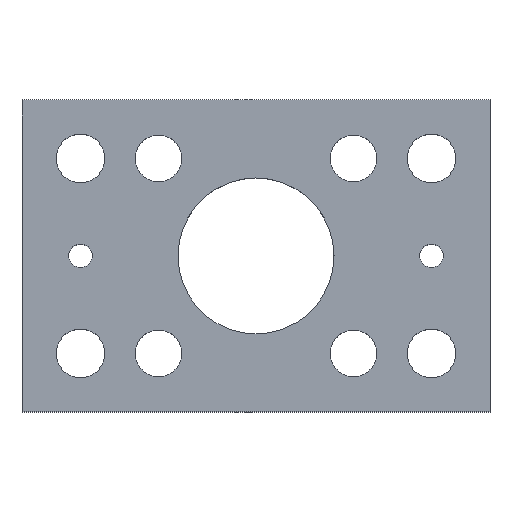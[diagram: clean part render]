
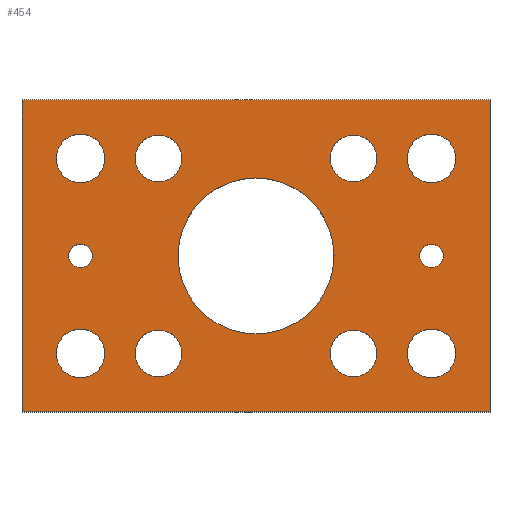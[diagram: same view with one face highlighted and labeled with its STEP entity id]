
A CAD part, top view. The second image highlights one B-rep face of the part: STEP entity #454.
In plain terms, the highlighted planar face has unit normal (0, 0, 1).
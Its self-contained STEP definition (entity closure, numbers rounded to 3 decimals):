
#15=FACE_BOUND('',#72,.T.);
#16=FACE_BOUND('',#73,.T.);
#17=FACE_BOUND('',#74,.T.);
#18=FACE_BOUND('',#75,.T.);
#19=FACE_BOUND('',#76,.T.);
#20=FACE_BOUND('',#77,.T.);
#21=FACE_BOUND('',#78,.T.);
#22=FACE_BOUND('',#79,.T.);
#23=FACE_BOUND('',#80,.T.);
#24=FACE_BOUND('',#81,.T.);
#25=FACE_BOUND('',#82,.T.);
#37=PLANE('',#527);
#54=FACE_OUTER_BOUND('',#71,.T.);
#71=EDGE_LOOP('',(#366,#367,#368,#369));
#72=EDGE_LOOP('',(#370,#371));
#73=EDGE_LOOP('',(#372));
#74=EDGE_LOOP('',(#373,#374));
#75=EDGE_LOOP('',(#375,#376));
#76=EDGE_LOOP('',(#377,#378));
#77=EDGE_LOOP('',(#379,#380));
#78=EDGE_LOOP('',(#381,#382));
#79=EDGE_LOOP('',(#383,#384));
#80=EDGE_LOOP('',(#385,#386));
#81=EDGE_LOOP('',(#387,#388));
#82=EDGE_LOOP('',(#389,#390));
#110=LINE('',#786,#133);
#111=LINE('',#788,#134);
#112=LINE('',#790,#135);
#113=LINE('',#791,#136);
#133=VECTOR('',#654,10.);
#134=VECTOR('',#655,10.);
#135=VECTOR('',#656,10.);
#136=VECTOR('',#657,10.);
#145=CIRCLE('',#475,6.);
#146=CIRCLE('',#476,6.);
#149=CIRCLE('',#480,6.);
#151=CIRCLE('',#483,6.);
#152=CIRCLE('',#484,6.);
#155=CIRCLE('',#488,6.);
#156=CIRCLE('',#489,6.);
#159=CIRCLE('',#493,3.);
#160=CIRCLE('',#494,3.);
#163=CIRCLE('',#498,6.25);
#164=CIRCLE('',#499,6.25);
#167=CIRCLE('',#503,6.25);
#168=CIRCLE('',#504,6.25);
#171=CIRCLE('',#508,3.);
#172=CIRCLE('',#509,3.);
#175=CIRCLE('',#513,6.25);
#176=CIRCLE('',#514,6.25);
#179=CIRCLE('',#518,6.25);
#180=CIRCLE('',#519,6.25);
#183=CIRCLE('',#523,20.);
#184=CIRCLE('',#524,20.);
#187=VERTEX_POINT('',#678);
#188=VERTEX_POINT('',#679);
#191=VERTEX_POINT('',#688);
#193=VERTEX_POINT('',#694);
#194=VERTEX_POINT('',#695);
#197=VERTEX_POINT('',#704);
#198=VERTEX_POINT('',#705);
#201=VERTEX_POINT('',#714);
#202=VERTEX_POINT('',#715);
#205=VERTEX_POINT('',#724);
#206=VERTEX_POINT('',#725);
#209=VERTEX_POINT('',#734);
#210=VERTEX_POINT('',#735);
#213=VERTEX_POINT('',#744);
#214=VERTEX_POINT('',#745);
#217=VERTEX_POINT('',#754);
#218=VERTEX_POINT('',#755);
#221=VERTEX_POINT('',#764);
#222=VERTEX_POINT('',#765);
#225=VERTEX_POINT('',#774);
#226=VERTEX_POINT('',#775);
#229=VERTEX_POINT('',#784);
#230=VERTEX_POINT('',#785);
#231=VERTEX_POINT('',#787);
#232=VERTEX_POINT('',#789);
#237=EDGE_CURVE('',#187,#188,#145,.T.);
#238=EDGE_CURVE('',#188,#187,#146,.T.);
#242=EDGE_CURVE('',#191,#191,#149,.T.);
#245=EDGE_CURVE('',#193,#194,#151,.T.);
#246=EDGE_CURVE('',#194,#193,#152,.T.);
#250=EDGE_CURVE('',#197,#198,#155,.T.);
#251=EDGE_CURVE('',#198,#197,#156,.T.);
#255=EDGE_CURVE('',#201,#202,#159,.T.);
#256=EDGE_CURVE('',#202,#201,#160,.T.);
#260=EDGE_CURVE('',#205,#206,#163,.T.);
#261=EDGE_CURVE('',#206,#205,#164,.T.);
#265=EDGE_CURVE('',#209,#210,#167,.T.);
#266=EDGE_CURVE('',#210,#209,#168,.T.);
#270=EDGE_CURVE('',#213,#214,#171,.T.);
#271=EDGE_CURVE('',#214,#213,#172,.T.);
#275=EDGE_CURVE('',#217,#218,#175,.T.);
#276=EDGE_CURVE('',#218,#217,#176,.T.);
#280=EDGE_CURVE('',#221,#222,#179,.T.);
#281=EDGE_CURVE('',#222,#221,#180,.T.);
#285=EDGE_CURVE('',#225,#226,#183,.T.);
#286=EDGE_CURVE('',#226,#225,#184,.T.);
#290=EDGE_CURVE('',#229,#230,#110,.T.);
#291=EDGE_CURVE('',#230,#231,#111,.T.);
#292=EDGE_CURVE('',#231,#232,#112,.T.);
#293=EDGE_CURVE('',#232,#229,#113,.T.);
#366=ORIENTED_EDGE('',*,*,#290,.T.);
#367=ORIENTED_EDGE('',*,*,#291,.T.);
#368=ORIENTED_EDGE('',*,*,#292,.T.);
#369=ORIENTED_EDGE('',*,*,#293,.T.);
#370=ORIENTED_EDGE('',*,*,#237,.T.);
#371=ORIENTED_EDGE('',*,*,#238,.T.);
#372=ORIENTED_EDGE('',*,*,#242,.T.);
#373=ORIENTED_EDGE('',*,*,#245,.T.);
#374=ORIENTED_EDGE('',*,*,#246,.T.);
#375=ORIENTED_EDGE('',*,*,#250,.T.);
#376=ORIENTED_EDGE('',*,*,#251,.T.);
#377=ORIENTED_EDGE('',*,*,#255,.T.);
#378=ORIENTED_EDGE('',*,*,#256,.T.);
#379=ORIENTED_EDGE('',*,*,#260,.T.);
#380=ORIENTED_EDGE('',*,*,#261,.T.);
#381=ORIENTED_EDGE('',*,*,#265,.T.);
#382=ORIENTED_EDGE('',*,*,#266,.T.);
#383=ORIENTED_EDGE('',*,*,#270,.T.);
#384=ORIENTED_EDGE('',*,*,#271,.T.);
#385=ORIENTED_EDGE('',*,*,#275,.T.);
#386=ORIENTED_EDGE('',*,*,#276,.T.);
#387=ORIENTED_EDGE('',*,*,#280,.T.);
#388=ORIENTED_EDGE('',*,*,#281,.T.);
#389=ORIENTED_EDGE('',*,*,#285,.T.);
#390=ORIENTED_EDGE('',*,*,#286,.T.);
#454=ADVANCED_FACE('',(#54,#15,#16,#17,#18,#19,#20,#21,#22,#23,#24,#25),
#37,.T.);
#475=AXIS2_PLACEMENT_3D('',#680,#537,#538);
#476=AXIS2_PLACEMENT_3D('',#681,#539,#540);
#480=AXIS2_PLACEMENT_3D('',#689,#548,#549);
#483=AXIS2_PLACEMENT_3D('',#696,#555,#556);
#484=AXIS2_PLACEMENT_3D('',#697,#557,#558);
#488=AXIS2_PLACEMENT_3D('',#706,#566,#567);
#489=AXIS2_PLACEMENT_3D('',#707,#568,#569);
#493=AXIS2_PLACEMENT_3D('',#716,#577,#578);
#494=AXIS2_PLACEMENT_3D('',#717,#579,#580);
#498=AXIS2_PLACEMENT_3D('',#726,#588,#589);
#499=AXIS2_PLACEMENT_3D('',#727,#590,#591);
#503=AXIS2_PLACEMENT_3D('',#736,#599,#600);
#504=AXIS2_PLACEMENT_3D('',#737,#601,#602);
#508=AXIS2_PLACEMENT_3D('',#746,#610,#611);
#509=AXIS2_PLACEMENT_3D('',#747,#612,#613);
#513=AXIS2_PLACEMENT_3D('',#756,#621,#622);
#514=AXIS2_PLACEMENT_3D('',#757,#623,#624);
#518=AXIS2_PLACEMENT_3D('',#766,#632,#633);
#519=AXIS2_PLACEMENT_3D('',#767,#634,#635);
#523=AXIS2_PLACEMENT_3D('',#776,#643,#644);
#524=AXIS2_PLACEMENT_3D('',#777,#645,#646);
#527=AXIS2_PLACEMENT_3D('',#783,#652,#653);
#537=DIRECTION('center_axis',(0.,0.,-1.));
#538=DIRECTION('ref_axis',(1.,0.,0.));
#539=DIRECTION('center_axis',(0.,0.,-1.));
#540=DIRECTION('ref_axis',(1.,0.,0.));
#548=DIRECTION('center_axis',(0.,0.,-1.));
#549=DIRECTION('ref_axis',(1.,0.,0.));
#555=DIRECTION('center_axis',(0.,0.,-1.));
#556=DIRECTION('ref_axis',(1.,0.,0.));
#557=DIRECTION('center_axis',(0.,0.,-1.));
#558=DIRECTION('ref_axis',(1.,0.,0.));
#566=DIRECTION('center_axis',(0.,0.,-1.));
#567=DIRECTION('ref_axis',(1.,0.,0.));
#568=DIRECTION('center_axis',(0.,0.,-1.));
#569=DIRECTION('ref_axis',(1.,0.,0.));
#577=DIRECTION('center_axis',(0.,0.,-1.));
#578=DIRECTION('ref_axis',(1.,0.,0.));
#579=DIRECTION('center_axis',(0.,0.,-1.));
#580=DIRECTION('ref_axis',(1.,0.,0.));
#588=DIRECTION('center_axis',(0.,0.,-1.));
#589=DIRECTION('ref_axis',(1.,0.,0.));
#590=DIRECTION('center_axis',(0.,0.,-1.));
#591=DIRECTION('ref_axis',(1.,0.,0.));
#599=DIRECTION('center_axis',(0.,0.,-1.));
#600=DIRECTION('ref_axis',(1.,0.,0.));
#601=DIRECTION('center_axis',(0.,0.,-1.));
#602=DIRECTION('ref_axis',(1.,0.,0.));
#610=DIRECTION('center_axis',(0.,0.,-1.));
#611=DIRECTION('ref_axis',(1.,0.,0.));
#612=DIRECTION('center_axis',(0.,0.,-1.));
#613=DIRECTION('ref_axis',(1.,0.,0.));
#621=DIRECTION('center_axis',(0.,0.,-1.));
#622=DIRECTION('ref_axis',(1.,0.,0.));
#623=DIRECTION('center_axis',(0.,0.,-1.));
#624=DIRECTION('ref_axis',(1.,0.,0.));
#632=DIRECTION('center_axis',(0.,0.,-1.));
#633=DIRECTION('ref_axis',(1.,0.,0.));
#634=DIRECTION('center_axis',(0.,0.,-1.));
#635=DIRECTION('ref_axis',(1.,0.,0.));
#643=DIRECTION('center_axis',(0.,0.,-1.));
#644=DIRECTION('ref_axis',(1.,0.,0.));
#645=DIRECTION('center_axis',(0.,0.,-1.));
#646=DIRECTION('ref_axis',(1.,0.,0.));
#652=DIRECTION('center_axis',(0.,0.,1.));
#653=DIRECTION('ref_axis',(0.,1.,0.));
#654=DIRECTION('',(-1.,0.,0.));
#655=DIRECTION('',(0.,-1.,0.));
#656=DIRECTION('',(1.,0.,0.));
#657=DIRECTION('',(0.,1.,0.));
#678=CARTESIAN_POINT('',(-25.,-18.5,50.));
#679=CARTESIAN_POINT('',(-31.,-12.5,50.));
#680=CARTESIAN_POINT('Origin',(-25.,-12.5,50.));
#681=CARTESIAN_POINT('Origin',(-25.,-12.5,50.));
#688=CARTESIAN_POINT('',(19.,37.5,50.));
#689=CARTESIAN_POINT('Origin',(25.,37.5,50.));
#694=CARTESIAN_POINT('',(31.,-12.5,50.));
#695=CARTESIAN_POINT('',(19.,-12.5,50.));
#696=CARTESIAN_POINT('Origin',(25.,-12.5,50.));
#697=CARTESIAN_POINT('Origin',(25.,-12.5,50.));
#704=CARTESIAN_POINT('',(-25.,31.5,50.));
#705=CARTESIAN_POINT('',(-31.,37.5,50.));
#706=CARTESIAN_POINT('Origin',(-25.,37.5,50.));
#707=CARTESIAN_POINT('Origin',(-25.,37.5,50.));
#714=CARTESIAN_POINT('',(-45.,9.5,50.));
#715=CARTESIAN_POINT('',(-48.,12.5,50.));
#716=CARTESIAN_POINT('Origin',(-45.,12.5,50.));
#717=CARTESIAN_POINT('Origin',(-45.,12.5,50.));
#724=CARTESIAN_POINT('',(45.,31.25,50.));
#725=CARTESIAN_POINT('',(38.75,37.5,50.));
#726=CARTESIAN_POINT('Origin',(45.,37.5,50.));
#727=CARTESIAN_POINT('Origin',(45.,37.5,50.));
#734=CARTESIAN_POINT('',(45.,-18.75,50.));
#735=CARTESIAN_POINT('',(38.75,-12.5,50.));
#736=CARTESIAN_POINT('Origin',(45.,-12.5,50.));
#737=CARTESIAN_POINT('Origin',(45.,-12.5,50.));
#744=CARTESIAN_POINT('',(45.,9.5,50.));
#745=CARTESIAN_POINT('',(42.,12.5,50.));
#746=CARTESIAN_POINT('Origin',(45.,12.5,50.));
#747=CARTESIAN_POINT('Origin',(45.,12.5,50.));
#754=CARTESIAN_POINT('',(-45.,-18.75,50.));
#755=CARTESIAN_POINT('',(-51.25,-12.5,50.));
#756=CARTESIAN_POINT('Origin',(-45.,-12.5,50.));
#757=CARTESIAN_POINT('Origin',(-45.,-12.5,50.));
#764=CARTESIAN_POINT('',(-45.,31.25,50.));
#765=CARTESIAN_POINT('',(-51.25,37.5,50.));
#766=CARTESIAN_POINT('Origin',(-45.,37.5,50.));
#767=CARTESIAN_POINT('Origin',(-45.,37.5,50.));
#774=CARTESIAN_POINT('',(0.,-7.5,50.));
#775=CARTESIAN_POINT('',(-20.,12.5,50.));
#776=CARTESIAN_POINT('Origin',(0.,12.5,50.));
#777=CARTESIAN_POINT('Origin',(0.,12.5,50.));
#783=CARTESIAN_POINT('Origin',(0.,12.5,50.));
#784=CARTESIAN_POINT('',(60.,52.5,50.));
#785=CARTESIAN_POINT('',(-60.,52.5,50.));
#786=CARTESIAN_POINT('',(0.,52.5,50.));
#787=CARTESIAN_POINT('',(-60.,-27.5,50.));
#788=CARTESIAN_POINT('',(-60.,12.5,50.));
#789=CARTESIAN_POINT('',(60.,-27.5,50.));
#790=CARTESIAN_POINT('',(0.,-27.5,50.));
#791=CARTESIAN_POINT('',(60.,12.5,50.));
